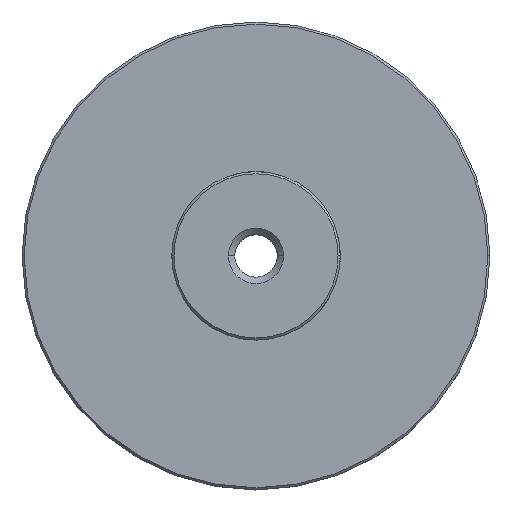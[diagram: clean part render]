
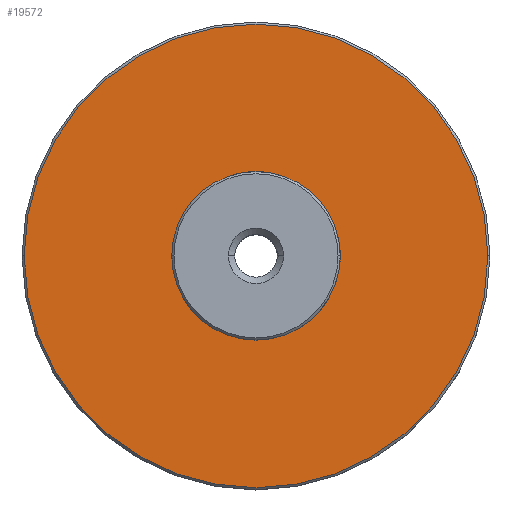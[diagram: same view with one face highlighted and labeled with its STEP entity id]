
A CAD part, top view. The second image highlights one B-rep face of the part: STEP entity #19572.
In plain terms, the highlighted planar face has unit normal (0, 0, 1).
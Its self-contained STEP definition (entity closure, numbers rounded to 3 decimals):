
#902 = EDGE_CURVE ( 'NONE', #26447, #27873, #1897, .T. ) ;
#1728 = DIRECTION ( 'NONE',  ( 0., 0., 1. ) ) ;
#1897 = CIRCLE ( 'NONE', #18392, 9.9 ) ;
#2994 = CARTESIAN_POINT ( 'NONE',  ( 0., 0., 8.5 ) ) ;
#3421 = FACE_OUTER_BOUND ( 'NONE', #22283, .T. ) ;
#3600 = DIRECTION ( 'NONE',  ( 0., 0., 1. ) ) ;
#4752 = CARTESIAN_POINT ( 'NONE',  ( 27.25, 0., 8.5 ) ) ;
#5516 = CARTESIAN_POINT ( 'NONE',  ( 0., 0., 8.5 ) ) ;
#5780 = CARTESIAN_POINT ( 'NONE',  ( -9.9, 0., 8.5 ) ) ;
#6096 = CARTESIAN_POINT ( 'NONE',  ( -27.25, 0., 8.5 ) ) ;
#6178 = DIRECTION ( 'NONE',  ( 0., 0., 1. ) ) ;
#6579 = ORIENTED_EDGE ( 'NONE', *, *, #17277, .T. ) ;
#6966 = ORIENTED_EDGE ( 'NONE', *, *, #902, .F. ) ;
#7649 = EDGE_LOOP ( 'NONE', ( #6966, #12044 ) ) ;
#8448 = CARTESIAN_POINT ( 'NONE',  ( 9.9, 0., 8.5 ) ) ;
#9076 = EDGE_CURVE ( 'NONE', #26243, #14044, #11969, .T. ) ;
#9941 = CIRCLE ( 'NONE', #17433, 27.25 ) ;
#10914 = CARTESIAN_POINT ( 'NONE',  ( 0., 0., 8.5 ) ) ;
#11015 = CARTESIAN_POINT ( 'NONE',  ( 0., 0., 8.5 ) ) ;
#11094 = EDGE_CURVE ( 'NONE', #27873, #26447, #25286, .T. ) ;
#11969 = CIRCLE ( 'NONE', #14329, 27.25 ) ;
#12044 = ORIENTED_EDGE ( 'NONE', *, *, #11094, .F. ) ;
#12414 = FACE_BOUND ( 'NONE', #7649, .T. ) ;
#13261 = ORIENTED_EDGE ( 'NONE', *, *, #9076, .T. ) ;
#14044 = VERTEX_POINT ( 'NONE', #6096 ) ;
#14329 = AXIS2_PLACEMENT_3D ( 'NONE', #11015, #1728, #20019 ) ;
#17034 = CARTESIAN_POINT ( 'NONE',  ( 0., 0., 8.5 ) ) ;
#17270 = AXIS2_PLACEMENT_3D ( 'NONE', #17034, #3600, #21601 ) ;
#17277 = EDGE_CURVE ( 'NONE', #14044, #26243, #9941, .T. ) ;
#17433 = AXIS2_PLACEMENT_3D ( 'NONE', #5516, #26022, #18798 ) ;
#18392 = AXIS2_PLACEMENT_3D ( 'NONE', #2994, #6178, #21966 ) ;
#18798 = DIRECTION ( 'NONE',  ( 1., 0., 0. ) ) ;
#19572 = ADVANCED_FACE ( 'NONE', ( #3421, #12414 ), #21417, .T. ) ;
#19774 = DIRECTION ( 'NONE',  ( 1., 0., 0. ) ) ;
#20019 = DIRECTION ( 'NONE',  ( 1., 0., 0. ) ) ;
#21417 = PLANE ( 'NONE',  #25830 ) ;
#21601 = DIRECTION ( 'NONE',  ( 1., 0., 0. ) ) ;
#21966 = DIRECTION ( 'NONE',  ( 1., 0., 0. ) ) ;
#22283 = EDGE_LOOP ( 'NONE', ( #6579, #13261 ) ) ;
#25286 = CIRCLE ( 'NONE', #17270, 9.9 ) ;
#25830 = AXIS2_PLACEMENT_3D ( 'NONE', #10914, #28626, #19774 ) ;
#26022 = DIRECTION ( 'NONE',  ( 0., 0., 1. ) ) ;
#26243 = VERTEX_POINT ( 'NONE', #4752 ) ;
#26447 = VERTEX_POINT ( 'NONE', #5780 ) ;
#27873 = VERTEX_POINT ( 'NONE', #8448 ) ;
#28626 = DIRECTION ( 'NONE',  ( 0., 0., 1. ) ) ;
